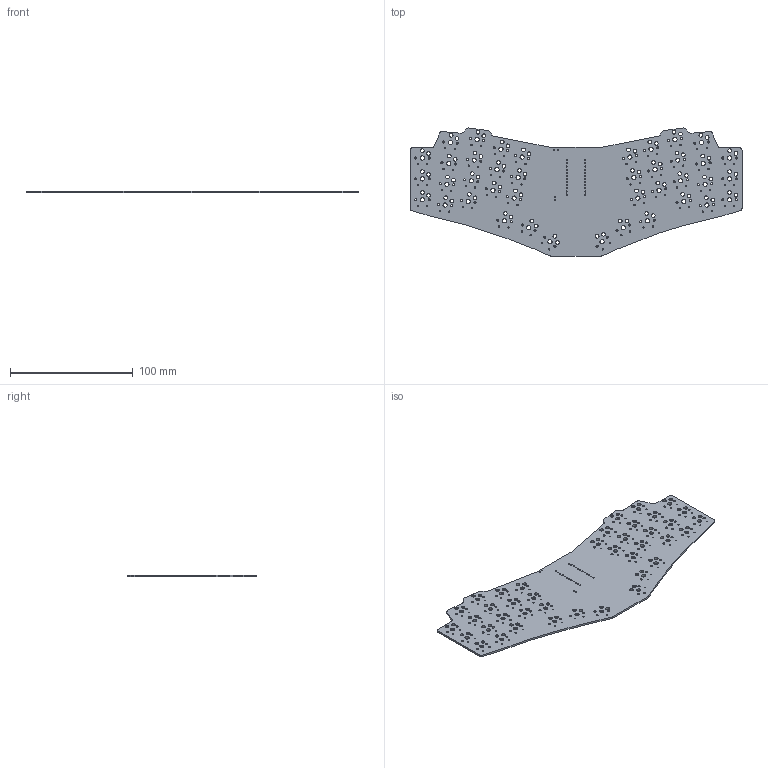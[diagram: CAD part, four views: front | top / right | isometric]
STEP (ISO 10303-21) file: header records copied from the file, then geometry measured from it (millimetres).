
FILE_DESCRIPTION(('KiCad electronic assembly'),'2;1');
FILE_NAME('framework16v1.step','2025-03-20T18:14:59',('Pcbnew'),('Kicad'), 'Open CASCADE STEP processor 7.8','KiCad to STEP converter','Unknown' );
FILE_SCHEMA(('AUTOMOTIVE_DESIGN { 1 0 10303 214 1 1 1 1 }'));
Length unit declared in the file: millimetre
Products named in the file (2): framework16v1 1; framework16v1_PCB
Assembly tree (1 placements, depth 2):
  framework16v1 1
    framework16v1_PCB
Bounding box: 270 x 104.23 x 1.51 mm (x, y, z)
Volume: 29619.4 mm3; surface area: 43193.1 mm2
Topology: 1 solids, 1 shells, 370 faces, 1104 edges, 736 vertices
Faces by surface type: cylinder 328, plane 42
Full cylindrical faces by diameter (mm): 0.75 x2, 0.9 x2, 0.991 x80, 1 x24, 1.702 x80, 3 x80, 3.429 x40
Entity records: 14093 total; most frequent: DIRECTION 2504, CARTESIAN_POINT 2212, ORIENTED_EDGE 2208, EDGE_CURVE 1104, AXIS2_PLACEMENT_3D 1028, FACE_BOUND 986, EDGE_LOOP 986, VERTEX_POINT 736
